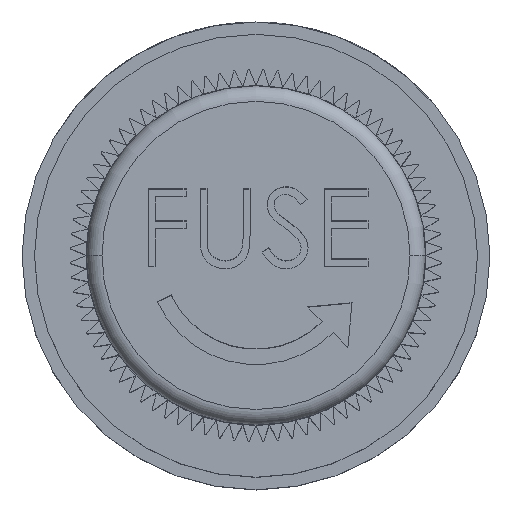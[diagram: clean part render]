
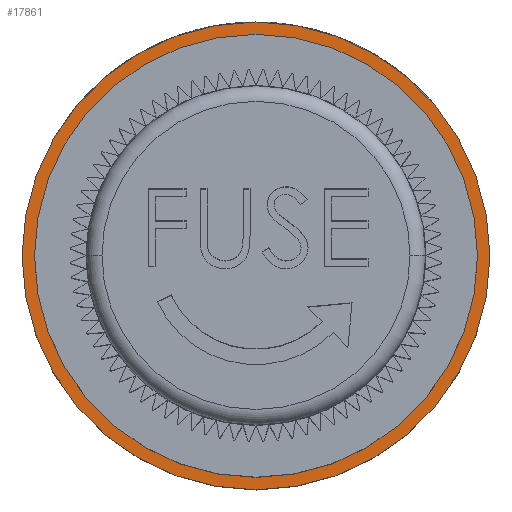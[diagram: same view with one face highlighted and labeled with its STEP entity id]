
A CAD part, top view. The second image highlights one B-rep face of the part: STEP entity #17861.
In plain terms, the highlighted planar face has unit normal (0, 0, 1).
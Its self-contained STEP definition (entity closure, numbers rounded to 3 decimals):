
#940 = DIRECTION ( 'NONE',  ( 0., 0., -1. ) ) ;
#1028 = DIRECTION ( 'NONE',  ( 0., 0., -1. ) ) ;
#1194 = DIRECTION ( 'NONE',  ( 1., 0., 0. ) ) ;
#1756 = ORIENTED_EDGE ( 'NONE', *, *, #8031, .T. ) ;
#3407 = AXIS2_PLACEMENT_3D ( 'NONE', #4788, #20445, #1194 ) ;
#4788 = CARTESIAN_POINT ( 'NONE',  ( 7.1, 0., 7.2 ) ) ;
#5098 = CIRCLE ( 'NONE', #11207, 7.1 ) ;
#5383 = CARTESIAN_POINT ( 'NONE',  ( 0., 0., 7.2 ) ) ;
#5842 = VERTEX_POINT ( 'NONE', #10937 ) ;
#6026 = DIRECTION ( 'NONE',  ( 0., 0., -1. ) ) ;
#6174 = CARTESIAN_POINT ( 'NONE',  ( -7.5, 0., 7.2 ) ) ;
#6237 = DIRECTION ( 'NONE',  ( -1., 0., 0. ) ) ;
#6244 = VERTEX_POINT ( 'NONE', #6174 ) ;
#6694 = EDGE_LOOP ( 'NONE', ( #13313, #21501 ) ) ;
#8031 = EDGE_CURVE ( 'NONE', #5842, #19151, #5098, .T. ) ;
#8041 = CARTESIAN_POINT ( 'NONE',  ( 0., 0., 7.2 ) ) ;
#8415 = FACE_OUTER_BOUND ( 'NONE', #6694, .T. ) ;
#8441 = VERTEX_POINT ( 'NONE', #19484 ) ;
#9114 = ORIENTED_EDGE ( 'NONE', *, *, #15360, .T. ) ;
#10903 = AXIS2_PLACEMENT_3D ( 'NONE', #16381, #940, #14793 ) ;
#10937 = CARTESIAN_POINT ( 'NONE',  ( -7.1, 0., 7.2 ) ) ;
#11018 = CARTESIAN_POINT ( 'NONE',  ( 7.1, 0., 7.2 ) ) ;
#11207 = AXIS2_PLACEMENT_3D ( 'NONE', #8041, #6026, #6237 ) ;
#11482 = DIRECTION ( 'NONE',  ( -1., 0., 0. ) ) ;
#11948 = EDGE_LOOP ( 'NONE', ( #1756, #9114 ) ) ;
#12007 = AXIS2_PLACEMENT_3D ( 'NONE', #21520, #1028, #17259 ) ;
#12668 = CIRCLE ( 'NONE', #15562, 7.5 ) ;
#13313 = ORIENTED_EDGE ( 'NONE', *, *, #15617, .F. ) ;
#14688 = EDGE_CURVE ( 'NONE', #8441, #6244, #12668, .T. ) ;
#14793 = DIRECTION ( 'NONE',  ( -1., 0., 0. ) ) ;
#14880 = CIRCLE ( 'NONE', #12007, 7.5 ) ;
#15360 = EDGE_CURVE ( 'NONE', #19151, #5842, #20605, .T. ) ;
#15562 = AXIS2_PLACEMENT_3D ( 'NONE', #5383, #20153, #11482 ) ;
#15617 = EDGE_CURVE ( 'NONE', #6244, #8441, #14880, .T. ) ;
#16381 = CARTESIAN_POINT ( 'NONE',  ( 0., 0., 7.2 ) ) ;
#16632 = PLANE ( 'NONE',  #3407 ) ;
#16741 = FACE_BOUND ( 'NONE', #11948, .T. ) ;
#17259 = DIRECTION ( 'NONE',  ( -1., 0., 0. ) ) ;
#17861 = ADVANCED_FACE ( 'NONE', ( #16741, #8415 ), #16632, .T. ) ;
#19151 = VERTEX_POINT ( 'NONE', #11018 ) ;
#19484 = CARTESIAN_POINT ( 'NONE',  ( 7.5, 0., 7.2 ) ) ;
#20153 = DIRECTION ( 'NONE',  ( 0., 0., -1. ) ) ;
#20445 = DIRECTION ( 'NONE',  ( 0., 0., 1. ) ) ;
#20605 = CIRCLE ( 'NONE', #10903, 7.1 ) ;
#21501 = ORIENTED_EDGE ( 'NONE', *, *, #14688, .F. ) ;
#21520 = CARTESIAN_POINT ( 'NONE',  ( 0., 0., 7.2 ) ) ;
